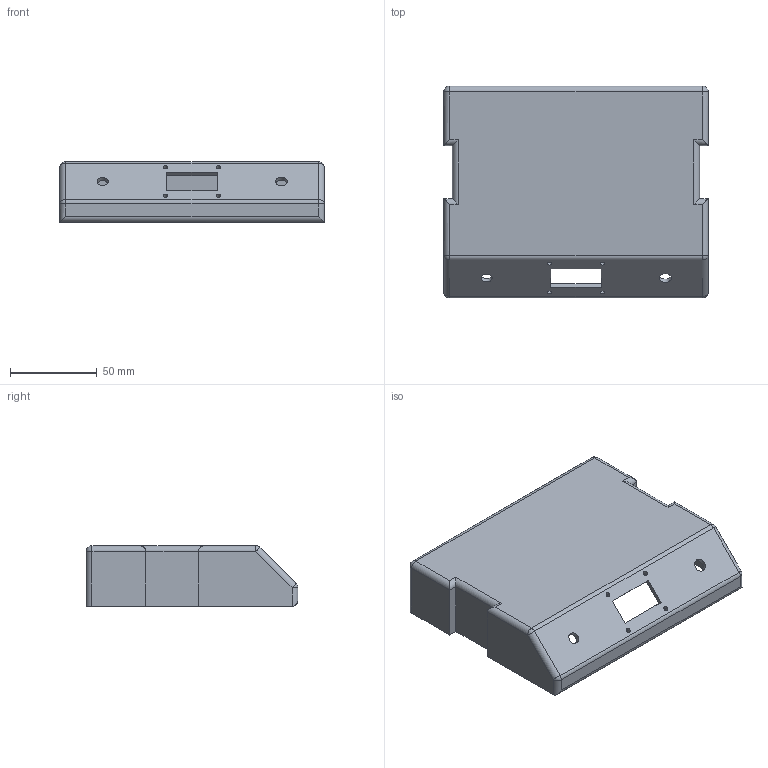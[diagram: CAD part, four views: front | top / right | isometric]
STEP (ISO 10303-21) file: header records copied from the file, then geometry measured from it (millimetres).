
FILE_DESCRIPTION(/* description */ ('STEP AP242 Edition 2','CAx-IF Rec.Pracs.---Representation and Presentation of Product Manufacturing Information (PMI)---4.0---2014-10-13','CAx-IF Rec.Pracs.---3D Tessellated Geometry---0.4---2014-09-14','2;1','CAx-IF Rec.Pracs.---User Defined Attributes---1.5---2016-08-15'),/* implementation_level */ '2;1');
FILE_NAME(/* name */ '6930d3633d70a686c43a51db',/* time_stamp */ '2025-12-04T00:18:44Z',/* author */ (''),/* organization */ (''),/* preprocessor_version */ 'ST-DEVELOPER v20',/* originating_system */ 'ONSHAPE BY PTC INC, 1.207',/* authorisation */ ' ');
FILE_SCHEMA (('AP242_MANAGED_MODEL_BASED_3D_ENGINEERING_MIM_LF { 1 0 10303 442 3 1 4 }'));
Length unit declared in the file: metre
Products named in the file (1): BASE
Bounding box: 152.4 x 121.92 x 34.92 mm (x, y, z)
Volume: 91529.1 mm3; surface area: 67953.7 mm2
Topology: 1 solids, 1 shells, 65 faces, 167 edges, 98 vertices
Faces by surface type: plane 33, cylinder 26, sphere 6
Full cylindrical faces by diameter (mm): 2.5 x4, 6.4 x1, 7 x1
Entity records: 1915 total; most frequent: DIRECTION 331, CARTESIAN_POINT 319, ORIENTED_EDGE 310, EDGE_CURVE 155, LINE 111, VECTOR 111, AXIS2_PLACEMENT_3D 110, VERTEX_POINT 98
